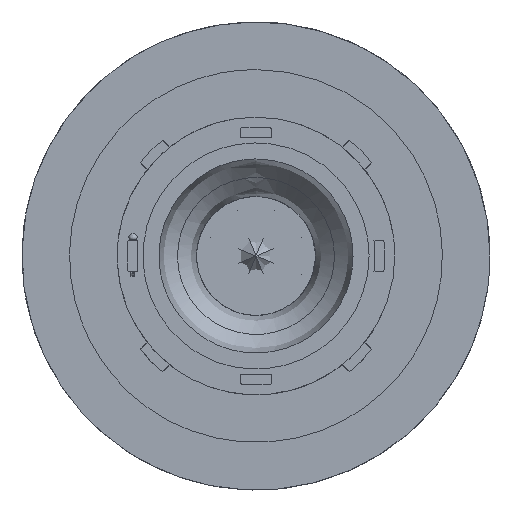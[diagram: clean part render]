
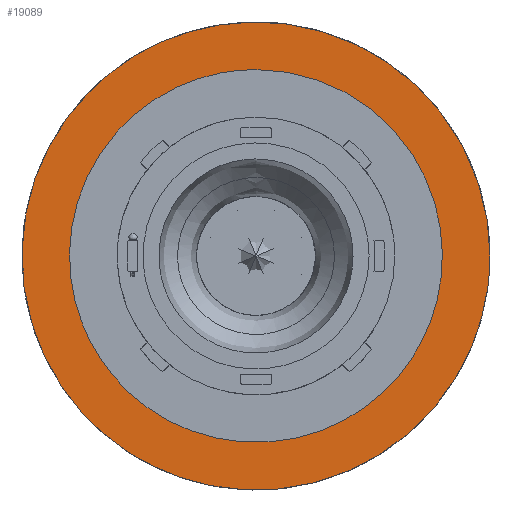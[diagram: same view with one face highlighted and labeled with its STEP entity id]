
A CAD part, left-side view. The second image highlights one B-rep face of the part: STEP entity #19089.
In plain terms, the highlighted free-form (B-spline) face has degree [1, 1] with [2, 2] control points.
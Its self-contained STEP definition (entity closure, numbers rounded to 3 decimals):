
#19053 = VERTEX_POINT('',#19054);
#19054 = CARTESIAN_POINT('',(-14.255,-2.277,
    52.012));
#19061 = EDGE_CURVE('',#19053,#19053,#19062,.T.);
#19062 = ( BOUNDED_CURVE() B_SPLINE_CURVE(2,(#19063,#19064,#19065,#19066
    ,#19067,#19068,#19069),.UNSPECIFIED.,.T.,.F.) 
B_SPLINE_CURVE_WITH_KNOTS((3,2,2,3),(3.142,5.236,
7.33,9.425),.PIECEWISE_BEZIER_KNOTS.) CURVE() 
GEOMETRIC_REPRESENTATION_ITEM() RATIONAL_B_SPLINE_CURVE((1.,0.5,1.,0.5,
1.,0.5,1.)) REPRESENTATION_ITEM('') );
#19063 = CARTESIAN_POINT('',(-14.255,-2.277,
    52.012));
#19064 = CARTESIAN_POINT('',(-14.255,-92.364,
    52.012));
#19065 = CARTESIAN_POINT('',(-14.255,-47.32,
    -26.006));
#19066 = CARTESIAN_POINT('',(-14.255,-2.277,
    -104.023));
#19067 = CARTESIAN_POINT('',(-14.255,42.767,
    -26.006));
#19068 = CARTESIAN_POINT('',(-14.255,87.81,
    52.012));
#19069 = CARTESIAN_POINT('',(-14.255,-2.277,
    52.012));
#19089 = ADVANCED_FACE('',(#19090,#19104),#19107,.T.);
#19090 = FACE_BOUND('',#19091,.T.);
#19091 = EDGE_LOOP('',(#19092));
#19092 = ORIENTED_EDGE('',*,*,#19093,.T.);
#19093 = EDGE_CURVE('',#19094,#19094,#19096,.T.);
#19094 = VERTEX_POINT('',#19095);
#19095 = CARTESIAN_POINT('',(-14.255,-67.568,
    0.));
#19096 = ( BOUNDED_CURVE() B_SPLINE_CURVE(2,(#19097,#19098,#19099,#19100
    ,#19101,#19102,#19103),.UNSPECIFIED.,.T.,.F.) 
B_SPLINE_CURVE_WITH_KNOTS((3,2,2,3),(4.712,6.807,
8.901,10.996),.PIECEWISE_BEZIER_KNOTS.) CURVE() 
GEOMETRIC_REPRESENTATION_ITEM() RATIONAL_B_SPLINE_CURVE((1.,0.5,1.,0.5,
1.,0.5,1.)) REPRESENTATION_ITEM('') );
#19097 = CARTESIAN_POINT('',(-14.255,-67.568,
    0.));
#19098 = CARTESIAN_POINT('',(-14.255,-67.568,
    113.088));
#19099 = CARTESIAN_POINT('',(-14.255,30.369,
    56.544));
#19100 = CARTESIAN_POINT('',(-14.255,128.306,
    0.));
#19101 = CARTESIAN_POINT('',(-14.255,30.369,
    -56.544));
#19102 = CARTESIAN_POINT('',(-14.255,-67.568,
    -113.088));
#19103 = CARTESIAN_POINT('',(-14.255,-67.568,
    0.));
#19104 = FACE_BOUND('',#19105,.T.);
#19105 = EDGE_LOOP('',(#19106));
#19106 = ORIENTED_EDGE('',*,*,#19061,.T.);
#19107 = B_SPLINE_SURFACE_WITH_KNOTS('',1,1,(
    (#19108,#19109)
    ,(#19110,#19111
    )),.UNSPECIFIED.,.F.,.F.,.F.,(2,2),(2,2),(-59.,59.),(-59.,59.),
  .PIECEWISE_BEZIER_KNOTS.);
#19108 = CARTESIAN_POINT('',(-14.255,-67.568,
    -65.291));
#19109 = CARTESIAN_POINT('',(-14.255,63.014,
    -65.291));
#19110 = CARTESIAN_POINT('',(-14.255,-67.568,
    65.291));
#19111 = CARTESIAN_POINT('',(-14.255,63.014,
    65.291));
